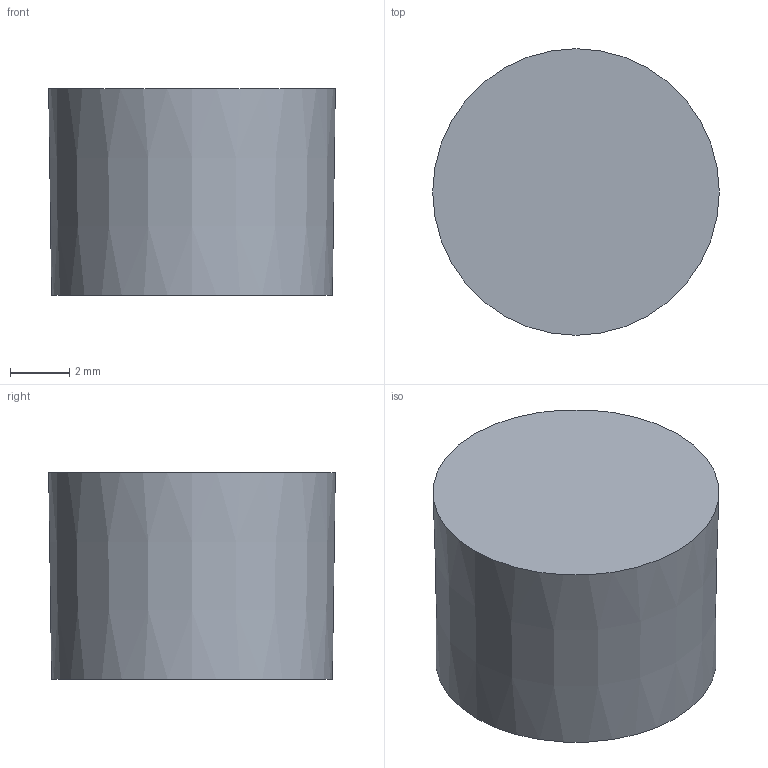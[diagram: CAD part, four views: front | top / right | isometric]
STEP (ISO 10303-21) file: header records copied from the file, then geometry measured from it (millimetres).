
FILE_DESCRIPTION(('FreeCAD Model'),'2;1');
FILE_NAME('Open CASCADE Shape Model','2024-07-03T07:43:35',('FreeCAD'),( 'FreeCAD'),'Open CASCADE STEP processor 7.6','FreeCAD','Unknown');
FILE_SCHEMA(('AUTOMOTIVE_DESIGN { 1 0 10303 214 1 1 1 1 }'));
Length unit declared in the file: millimetre
Products named in the file (1): Open CASCADE STEP translator 7.6 1
Bounding box: 9.7 x 9.7 x 7 mm (x, y, z)
Volume: 343.4 mm3; surface area: 714.8 mm2
Topology: 1 solids, 1 shells, 41 faces, 114 edges, 76 vertices
Faces by surface type: plane 37, cone 4
Entity records: 1314 total; most frequent: CARTESIAN_POINT 248, ORIENTED_EDGE 228, DIRECTION 202, EDGE_CURVE 114, LINE 102, VECTOR 102, VERTEX_POINT 76, AXIS2_PLACEMENT_3D 50
